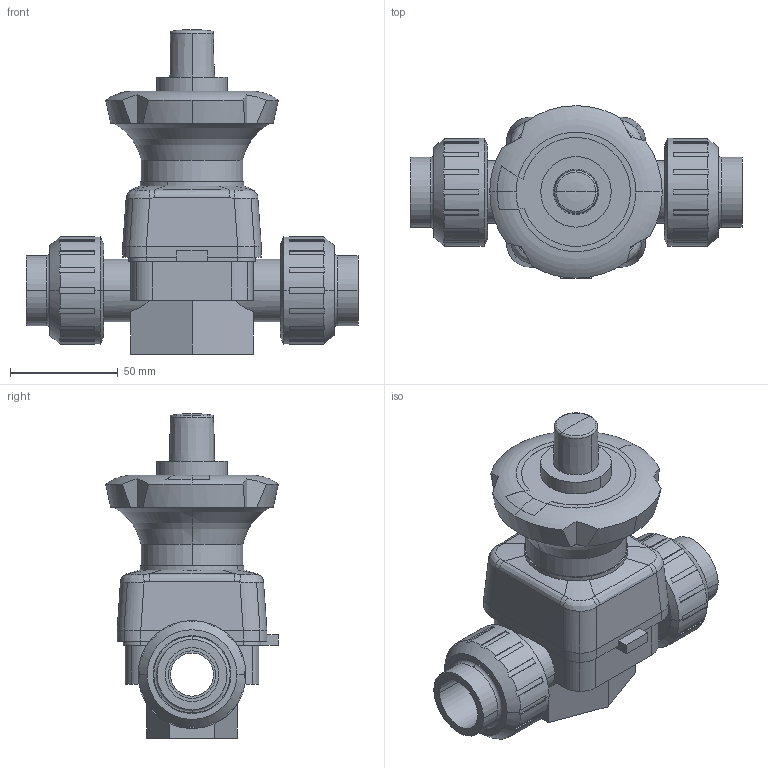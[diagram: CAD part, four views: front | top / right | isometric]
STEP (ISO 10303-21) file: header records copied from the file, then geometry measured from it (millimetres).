
FILE_DESCRIPTION(('STEP AP214'),'1');
FILE_NAME('dkuiv025e.stp','2017-04-07T15:19:33',('TraceParts'),('TraceParts S.A.'),'Spatial InterOp 3D',' ',' ');
FILE_SCHEMA(('automotive_design'));
Length unit declared in the file: millimetre
Products named in the file (7): dkuiv025e_1; dkuiv025e_2; dkuiv025e_3; dkuiv025e_4; dkuiv025e_5; dkuiv025e_6; dkuiv025e_7
Bounding box: 154 x 80 x 150.44 mm (x, y, z)
Volume: 448941.3 mm3; surface area: 97417.9 mm2
Topology: 7 solids, 8 shells, 371 faces, 979 edges, 637 vertices
Faces by surface type: plane 188, cylinder 129, bspline 26, cone 16, torus 12
Entity records: 16116 total; most frequent: CARTESIAN_POINT 3800, DIRECTION 1974, ORIENTED_EDGE 1954, EDGE_CURVE 977, AXIS2_PLACEMENT_3D 771, VERTEX_POINT 637, LINE 432, VECTOR 432
